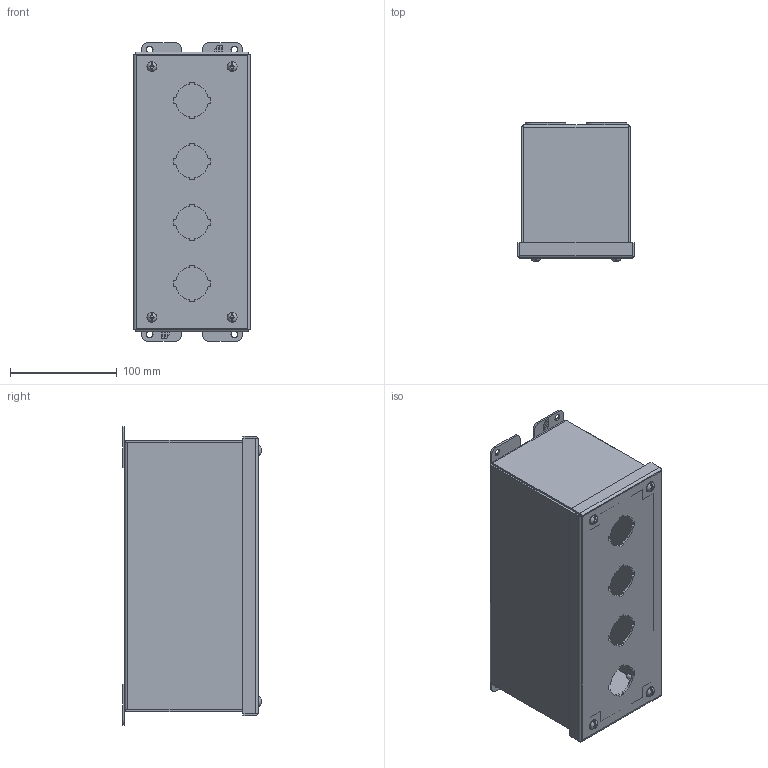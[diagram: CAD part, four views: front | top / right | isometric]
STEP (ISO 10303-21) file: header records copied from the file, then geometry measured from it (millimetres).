
FILE_DESCRIPTION (( 'STEP AP203' ), '1' );
FILE_NAME ('1437SSD_Default.step', '2019-11-08T19:27:58', ( '' ), ( '' ), 'SwSTEP 2.0', 'SolidWorks 2019', '' );
FILE_SCHEMA (( 'CONFIG_CONTROL_DESIGN' ));
Length unit declared in the file: inch
Products named in the file (1): 1437SSD_Default
Bounding box: 109.52 x 129.64 x 279.4 mm (x, y, z)
Volume: 327350.1 mm3; surface area: 344301.9 mm2
Topology: 23 solids, 23 shells, 669 faces, 1720 edges, 1113 vertices
Faces by surface type: plane 471, cylinder 168, cone 14, torus 8, bspline 8
Entity records: 20615 total; most frequent: CARTESIAN_POINT 4093, ORIENTED_EDGE 3436, DIRECTION 3334, EDGE_CURVE 1718, VECTOR 1234, LINE 1234, VERTEX_POINT 1113, AXIS2_PLACEMENT_3D 1050
